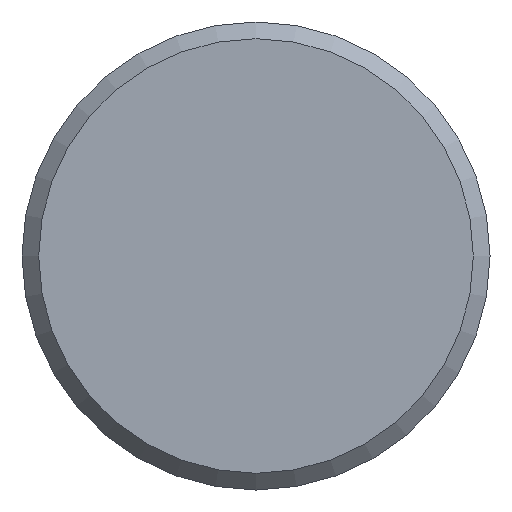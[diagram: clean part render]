
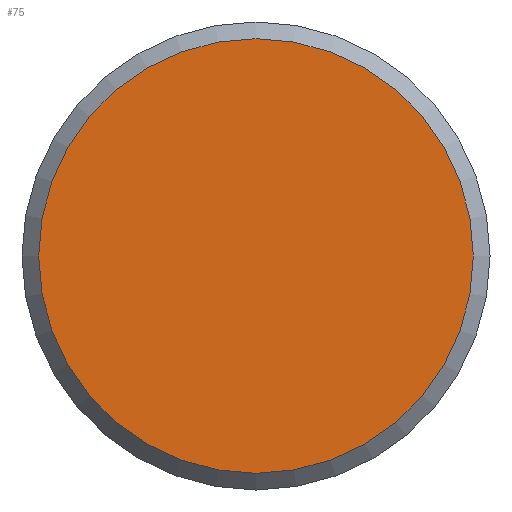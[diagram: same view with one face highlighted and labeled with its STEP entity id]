
A CAD part, front view. The second image highlights one B-rep face of the part: STEP entity #75.
In plain terms, the highlighted planar face has unit normal (0, -1, 0).
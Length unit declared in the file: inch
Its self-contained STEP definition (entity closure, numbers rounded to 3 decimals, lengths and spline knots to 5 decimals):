
#1 = AXIS2_PLACEMENT_3D ( 'NONE', #92, #121, #39 ) ;
#14 = DIRECTION ( 'NONE',  ( 0., 0., 1. ) ) ;
#26 = CARTESIAN_POINT ( 'NONE',  ( 0., -3.93701, 0.25591 ) ) ;
#31 = EDGE_CURVE ( 'NONE', #40, #40, #57, .T. ) ;
#39 = DIRECTION ( 'NONE',  ( 0., 0., 1. ) ) ;
#40 = VERTEX_POINT ( 'NONE', #26 ) ;
#47 = EDGE_LOOP ( 'NONE', ( #66 ) ) ;
#57 = CIRCLE ( 'NONE', #67, 0.25591 ) ;
#59 = FACE_OUTER_BOUND ( 'NONE', #47, .T. ) ;
#66 = ORIENTED_EDGE ( 'NONE', *, *, #31, .T. ) ;
#67 = AXIS2_PLACEMENT_3D ( 'NONE', #129, #90, #14 ) ;
#75 = ADVANCED_FACE ( 'NONE', ( #59 ), #114, .F. ) ;
#90 = DIRECTION ( 'NONE',  ( 0., -1., 0. ) ) ;
#92 = CARTESIAN_POINT ( 'NONE',  ( 0., -3.93701, 0. ) ) ;
#114 = PLANE ( 'NONE',  #1 ) ;
#121 = DIRECTION ( 'NONE',  ( 0., 1., 0. ) ) ;
#129 = CARTESIAN_POINT ( 'NONE',  ( 0., -3.93701, 0. ) ) ;
